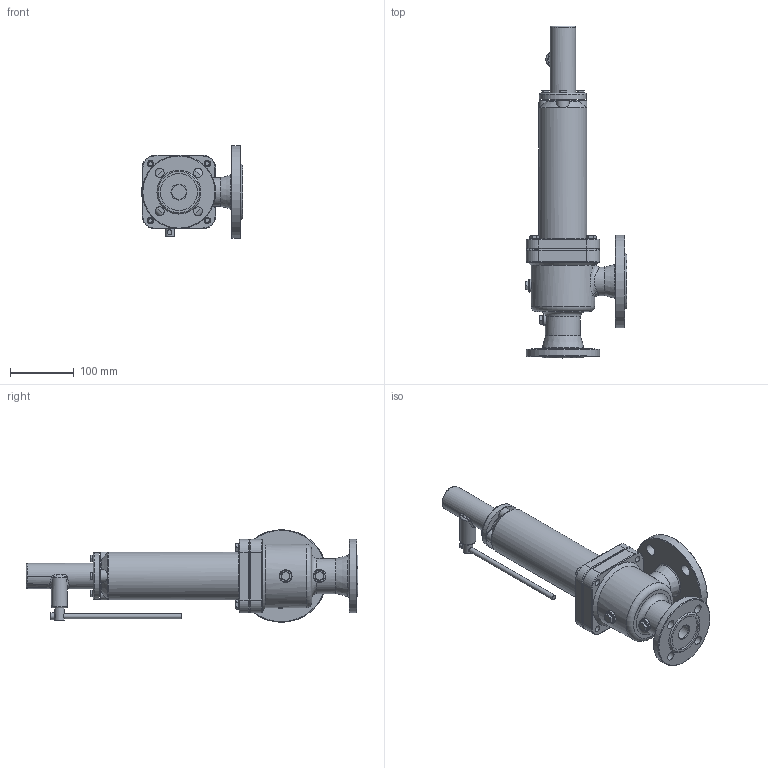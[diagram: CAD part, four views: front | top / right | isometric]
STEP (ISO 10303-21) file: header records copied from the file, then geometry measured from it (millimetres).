
FILE_DESCRIPTION(/* description */ (''),/* implementation_level */ '2;1');
FILE_NAME(/* name */ 'DN25_3D_STEP.stp',/* time_stamp */ '2025-10-20T22:56:05+03:00',/* author */ ('igorr'),/* organization */ (''),/* preprocessor_version */ 'ST-DEVELOPER v20',/* originating_system */ 'Autodesk Inventor 2025',/* authorisation */ '');
FILE_SCHEMA (('AUTOMOTIVE_DESIGN { 1 0 10303 214 3 1 1 }'));
Length unit declared in the file: millimetre
Products named in the file (6): Сборка; Деталь1; Деталь2; Деталь3; AS 1110 - M8 x 12; AS 1110 - M6 x 12
Assembly tree (13 placements, depth 2):
  Сборка
    Деталь1
    Деталь2
    Деталь3
    AS 1110 - M8 x 12  x6
    AS 1110 - M6 x 12  x4
Bounding box: 159.08 x 520 x 145.01 mm (x, y, z)
Volume: 2417087 mm3; surface area: 311752.1 mm2
Topology: 13 solids, 13 shells, 537 faces, 1220 edges, 752 vertices
Faces by surface type: plane 240, cylinder 126, cone 85, bspline 47, torus 39
Full cylindrical faces by diameter (mm): 6 x4, 6.1 x8, 7.5 x2, 8 x6, 10 x15, 10.806 x1, 13 x6, 14 x4, 15 x1, 18 x4, 20 x3, 23 x1, 25 x3, 30 x1, 31.852 x1, 35 x1, 40 x2, 45 x2, 50 x1, 55 x3, 58 x1, 60 x2, 73.554 x1, 75 x1, 85 x1, 100 x1, 112 x1, 115 x1, 145 x1
Entity records: 13554 total; most frequent: CARTESIAN_POINT 5189, DIRECTION 1623, ORIENTED_EDGE 1608, EDGE_CURVE 804, AXIS2_PLACEMENT_3D 675, VERTEX_POINT 512, EDGE_LOOP 432, CIRCLE 350
